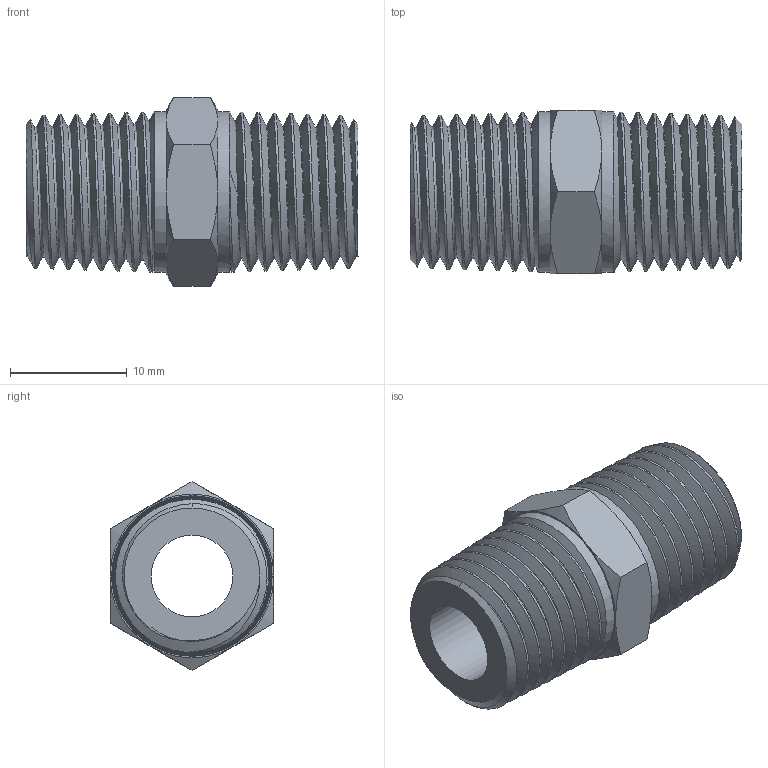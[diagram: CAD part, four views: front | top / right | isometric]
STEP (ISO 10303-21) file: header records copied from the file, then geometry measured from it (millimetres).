
FILE_DESCRIPTION(/* description */ (''),/* implementation_level */ '2;1');
FILE_NAME(/* name */ '122-PT2.stp',/* time_stamp */ '2024-01-23T10:14:22-05:00',/* author */ ('esanner'),/* organization */ (''),/* preprocessor_version */ 'ST-DEVELOPER v19',/* originating_system */ 'AutoCAD Mechanical',/* authorisation */ '');
FILE_SCHEMA (('AUTOMOTIVE_DESIGN { 1 0 10303 214 3 1 1 }'));
Length unit declared in the file: millimetre
Products named in the file (2): Product; 122-PT2
Assembly tree (1 placements, depth 2):
  Product
    122-PT2
Bounding box: 28.4 x 14 x 16.17 mm (x, y, z)
Volume: 2604.8 mm3; surface area: 2690.1 mm2
Topology: 1 solids, 1 shells, 72 faces, 187 edges, 119 vertices
Faces by surface type: cone 53, plane 10, bspline 6, cylinder 3
Full cylindrical faces by diameter (mm): 7 x1, 13.716 x2
Entity records: 9800 total; most frequent: CARTESIAN_POINT 8213, ORIENTED_EDGE 378, DIRECTION 252, EDGE_CURVE 189, VERTEX_POINT 121, AXIS2_PLACEMENT_3D 103, B_SPLINE_CURVE_WITH_KNOTS 85, EDGE_LOOP 76
